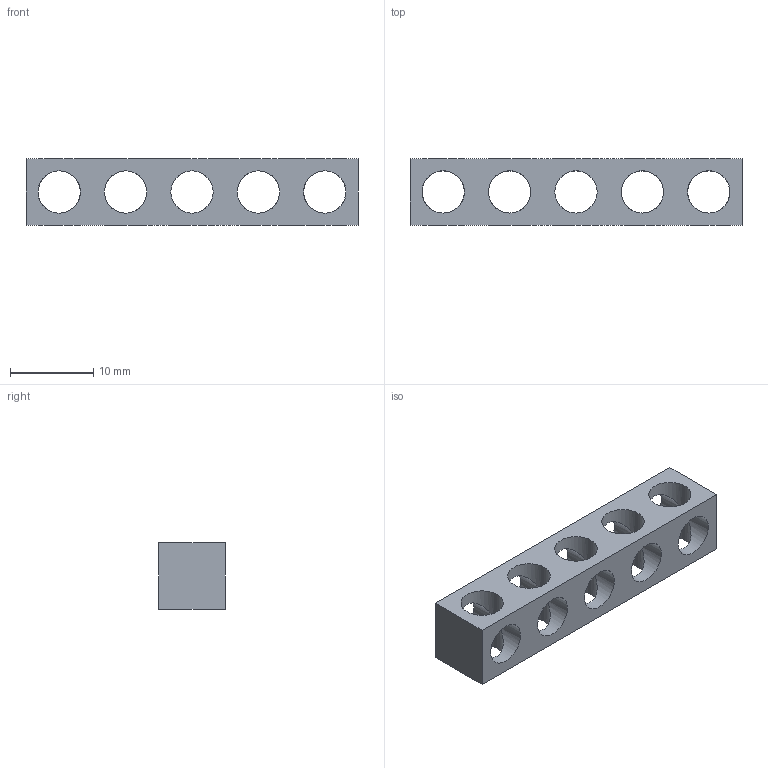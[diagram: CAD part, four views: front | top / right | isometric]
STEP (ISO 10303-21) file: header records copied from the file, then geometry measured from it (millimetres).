
FILE_DESCRIPTION(/* description */ (''),/* implementation_level */ '2;1');
FILE_NAME(/* name */ 'beam-5x1 v2.step',/* time_stamp */ '2021-12-25T17:08:19-05:00',/* author */ (''),/* organization */ (''),/* preprocessor_version */ 'ST-DEVELOPER v18.1',/* originating_system */ 'Autodesk Translation Framework v10.10.0.1391',/* authorisation */ '');
FILE_SCHEMA (('AUTOMOTIVE_DESIGN { 1 0 10303 214 3 1 1 }'));
Length unit declared in the file: millimetre
Products named in the file (1): beam-5x1
Bounding box: 40 x 8 x 8 mm (x, y, z)
Volume: 1367.9 mm3; surface area: 1761 mm2
Topology: 1 solids, 1 shells, 26 faces, 82 edges, 48 vertices
Faces by surface type: cylinder 20, plane 6
Full cylindrical faces by diameter (mm): 5.1 x20
Entity records: 1009 total; most frequent: DIRECTION 186, ORIENTED_EDGE 164, CARTESIAN_POINT 157, EDGE_CURVE 82, AXIS2_PLACEMENT_3D 77, VERTEX_POINT 48, EDGE_LOOP 46, LINE 32
